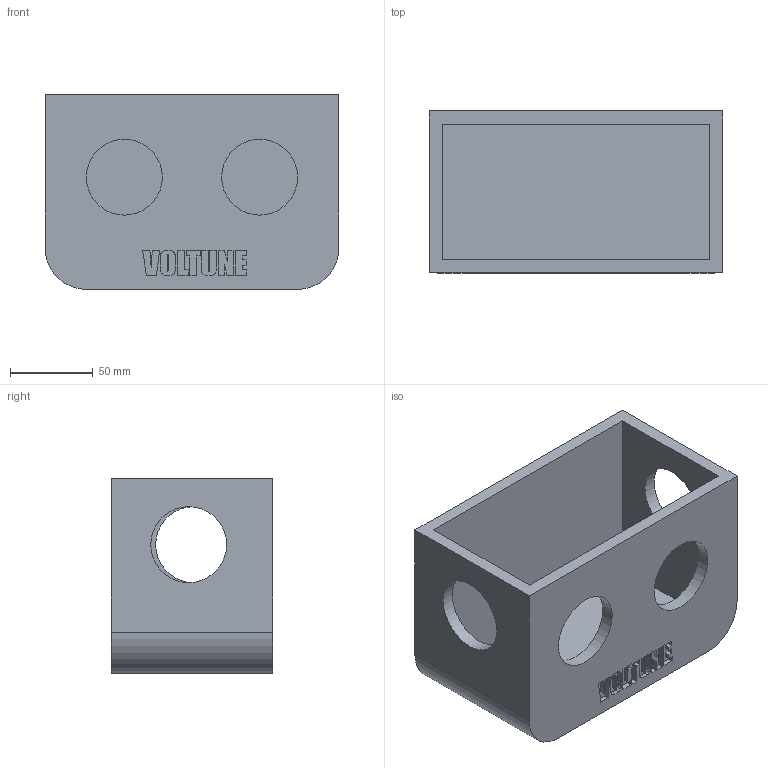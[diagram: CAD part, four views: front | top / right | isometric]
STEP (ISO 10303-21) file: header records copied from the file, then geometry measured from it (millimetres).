
FILE_DESCRIPTION(/* description */ (''),/* implementation_level */ '2;1');
FILE_NAME(/* name */ 'body.step',/* time_stamp */ '2025-08-01T01:42:19+05:30',/* author */ (''),/* organization */ (''),/* preprocessor_version */ 'ST-DEVELOPER v20.1',/* originating_system */ 'Autodesk Translation Framework v14.10.0.0',/* authorisation */ '');
FILE_SCHEMA (('AUTOMOTIVE_DESIGN { 1 0 10303 214 3 1 1 }'));
Length unit declared in the file: millimetre
Products named in the file (1): 2025-08-01-01-42-19-642
Bounding box: 178 x 98 x 118 mm (x, y, z)
Volume: 514385.2 mm3; surface area: 144624.3 mm2
Topology: 1 solids, 1 shells, 289 faces, 783 edges, 522 vertices
Faces by surface type: plane 189, bspline 94, cylinder 6
Full cylindrical faces by diameter (mm): 46 x4
Entity records: 9905 total; most frequent: CARTESIAN_POINT 3193, ORIENTED_EDGE 1566, DIRECTION 999, EDGE_CURVE 783, LINE 583, VECTOR 583, VERTEX_POINT 522, EDGE_LOOP 323
